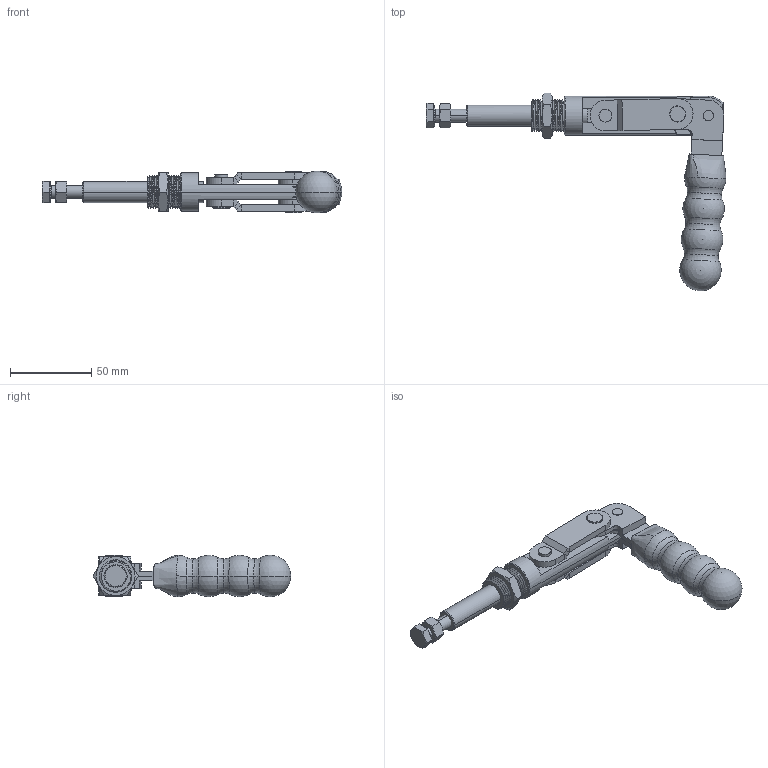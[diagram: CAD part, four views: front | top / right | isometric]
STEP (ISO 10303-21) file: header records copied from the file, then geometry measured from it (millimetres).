
FILE_DESCRIPTION (( 'STEP AP214' ), '1' );
FILE_NAME ('GH-30550M(Â²¤Æ).STEP', '2020-06-11T06:53:44', ( 'LinWei' ), ( '' ), 'SwSTEP 2.0', 'SolidWorks 2016', '' );
FILE_SCHEMA (( 'AUTOMOTIVE_DESIGN' ));
Length unit declared in the file: millimetre
Products named in the file (6): 430550M32-2^GH-30550M(簡化); Group5^GH-30550M(簡化); Group3^GH-30550M(簡化); Group2^GH-30550M(簡化); Group1^GH-30550M(簡化); GH-30550M(簡化)
Assembly tree (5 placements, depth 2):
  GH-30550M(簡化)
    Group1^GH-30550M(簡化)
    Group2^GH-30550M(簡化)
    Group3^GH-30550M(簡化)
    Group5^GH-30550M(簡化)
    430550M32-2^GH-30550M(簡化)
Bounding box: 185.05 x 121.98 x 25.7 mm (x, y, z)
Volume: 82913.9 mm3; surface area: 35553 mm2
Topology: 5 solids, 5 shells, 305 faces, 758 edges, 466 vertices
Faces by surface type: plane 124, cylinder 92, cone 57, torus 14, sphere 12, bspline 6
Entity records: 15202 total; most frequent: CARTESIAN_POINT 7045, DIRECTION 1484, ORIENTED_EDGE 1478, EDGE_CURVE 739, AXIS2_PLACEMENT_3D 586, VERTEX_POINT 457, EDGE_LOOP 336, LINE 312
